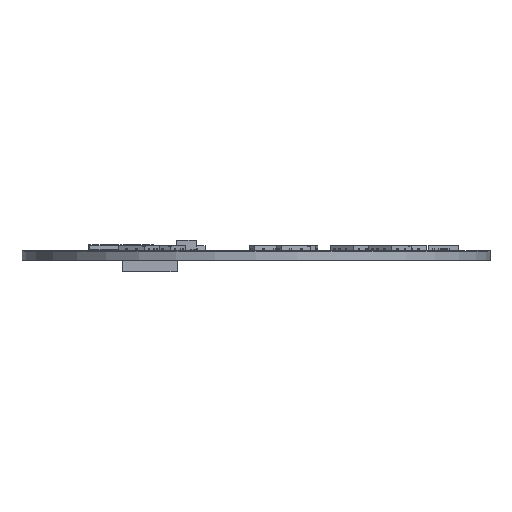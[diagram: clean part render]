
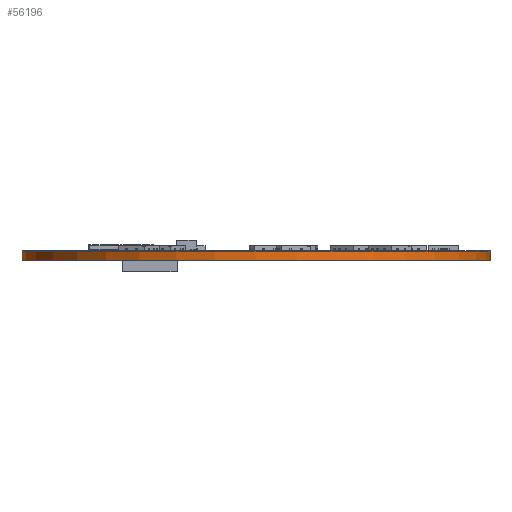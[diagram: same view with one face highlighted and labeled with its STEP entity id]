
A CAD part, front view. The second image highlights one B-rep face of the part: STEP entity #56196.
In plain terms, the highlighted cylindrical face has radius 23.5 mm (diameter 47 mm), a full revolution.
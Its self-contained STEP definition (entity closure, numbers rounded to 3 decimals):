
#56196 = ADVANCED_FACE('',(#56197),#56224,.T.);
#56197 = FACE_BOUND('',#56198,.F.);
#56198 = EDGE_LOOP('',(#56199,#56209,#56216,#56217));
#56199 = ORIENTED_EDGE('',*,*,#56200,.T.);
#56200 = EDGE_CURVE('',#56201,#56203,#56205,.T.);
#56201 = VERTEX_POINT('',#56202);
#56202 = CARTESIAN_POINT('',(23.5,0.,0.));
#56203 = VERTEX_POINT('',#56204);
#56204 = CARTESIAN_POINT('',(23.5,0.,0.91));
#56205 = LINE('',#56206,#56207);
#56206 = CARTESIAN_POINT('',(23.5,0.,0.));
#56207 = VECTOR('',#56208,1.);
#56208 = DIRECTION('',(0.,0.,1.));
#56209 = ORIENTED_EDGE('',*,*,#56210,.T.);
#56210 = EDGE_CURVE('',#56203,#56203,#56211,.T.);
#56211 = CIRCLE('',#56212,23.5);
#56212 = AXIS2_PLACEMENT_3D('',#56213,#56214,#56215);
#56213 = CARTESIAN_POINT('',(0.,0.,0.91));
#56214 = DIRECTION('',(0.,0.,1.));
#56215 = DIRECTION('',(1.,0.,-0.));
#56216 = ORIENTED_EDGE('',*,*,#56200,.F.);
#56217 = ORIENTED_EDGE('',*,*,#56218,.F.);
#56218 = EDGE_CURVE('',#56201,#56201,#56219,.T.);
#56219 = CIRCLE('',#56220,23.5);
#56220 = AXIS2_PLACEMENT_3D('',#56221,#56222,#56223);
#56221 = CARTESIAN_POINT('',(0.,-0.,0.));
#56222 = DIRECTION('',(0.,0.,1.));
#56223 = DIRECTION('',(1.,0.,-0.));
#56224 = CYLINDRICAL_SURFACE('',#56225,23.5);
#56225 = AXIS2_PLACEMENT_3D('',#56226,#56227,#56228);
#56226 = CARTESIAN_POINT('',(0.,-0.,0.));
#56227 = DIRECTION('',(-0.,-0.,-1.));
#56228 = DIRECTION('',(1.,0.,-0.));
